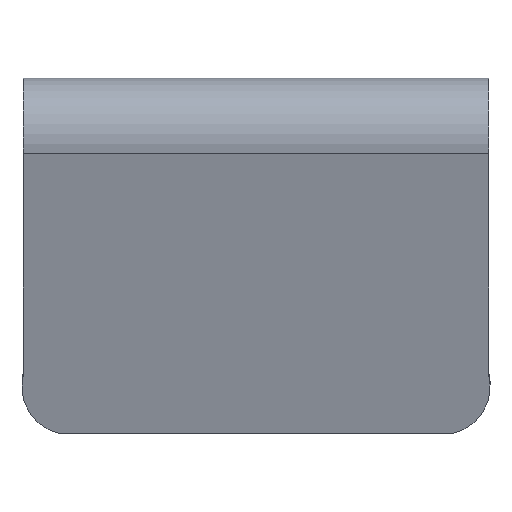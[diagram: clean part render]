
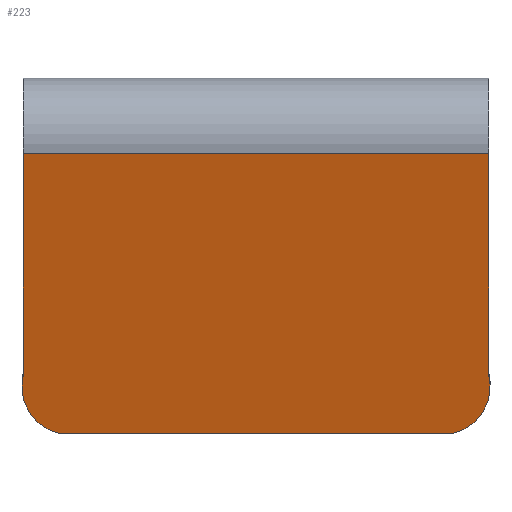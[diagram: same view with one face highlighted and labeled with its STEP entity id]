
A CAD part, top view. The second image highlights one B-rep face of the part: STEP entity #223.
In plain terms, the highlighted planar face has unit normal (0, -0.259, 0.966).
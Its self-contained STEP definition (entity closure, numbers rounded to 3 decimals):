
#5 = DIRECTION ( 'NONE',  ( 0., -0.966, -0.259 ) ) ;
#67 = DIRECTION ( 'NONE',  ( 0., -0.966, -0.259 ) ) ;
#112 = EDGE_CURVE ( 'NONE', #1445, #1068, #1293, .T. ) ;
#119 = CARTESIAN_POINT ( 'NONE',  ( -31.152, -42.434, 36.597 ) ) ;
#129 = VECTOR ( 'NONE', #624, 1000. ) ;
#164 = ORIENTED_EDGE ( 'NONE', *, *, #427, .F. ) ;
#212 = VERTEX_POINT ( 'NONE', #340 ) ;
#223 = ADVANCED_FACE ( 'NONE', ( #449 ), #1495, .T. ) ;
#228 = CARTESIAN_POINT ( 'NONE',  ( 0., -12.571, 44.599 ) ) ;
#276 = CARTESIAN_POINT ( 'NONE',  ( -24.688, -43.825, 36.224 ) ) ;
#299 = VECTOR ( 'NONE', #359, 1000. ) ;
#340 = CARTESIAN_POINT ( 'NONE',  ( -31.15, -12.571, 44.599 ) ) ;
#355 = LINE ( 'NONE', #228, #129 ) ;
#359 = DIRECTION ( 'NONE',  ( 0., 0.966, 0.259 ) ) ;
#427 = EDGE_CURVE ( 'NONE', #212, #828, #355, .T. ) ;
#449 = FACE_OUTER_BOUND ( 'NONE', #1410, .T. ) ;
#491 = DIRECTION ( 'NONE',  ( 0., -0.966, -0.259 ) ) ;
#503 = ORIENTED_EDGE ( 'NONE', *, *, #1571, .F. ) ;
#548 = VECTOR ( 'NONE', #667, 1000. ) ;
#565 = CARTESIAN_POINT ( 'NONE',  ( 31.15, -12.571, 44.599 ) ) ;
#595 = CARTESIAN_POINT ( 'NONE',  ( 31.152, -42.434, 36.597 ) ) ;
#619 = LINE ( 'NONE', #1146, #632 ) ;
#624 = DIRECTION ( 'NONE',  ( 1., 0., 0. ) ) ;
#630 = VECTOR ( 'NONE', #1496, 1000. ) ;
#632 = VECTOR ( 'NONE', #491, 1000. ) ;
#667 = DIRECTION ( 'NONE',  ( 0., 0.966, 0.259 ) ) ;
#681 = EDGE_CURVE ( 'NONE', #828, #1542, #742, .T. ) ;
#700 = ORIENTED_EDGE ( 'NONE', *, *, #112, .F. ) ;
#742 = LINE ( 'NONE', #1260, #1652 ) ;
#787 = EDGE_CURVE ( 'NONE', #1585, #1357, #1380, .T. ) ;
#814 = ORIENTED_EDGE ( 'NONE', *, *, #1593, .F. ) ;
#828 = VERTEX_POINT ( 'NONE', #565 ) ;
#852 = AXIS2_PLACEMENT_3D ( 'NONE', #1274, #1402, #1108 ) ;
#880 = EDGE_CURVE ( 'NONE', #1068, #1585, #1621, .T. ) ;
#921 = CARTESIAN_POINT ( 'NONE',  ( 31.15, -36.617, 38.156 ) ) ;
#953 = DIRECTION ( 'NONE',  ( 0., 0.259, -0.966 ) ) ;
#990 = CARTESIAN_POINT ( 'NONE',  ( -31.15, -36.617, 38.156 ) ) ;
#1032 = LINE ( 'NONE', #1301, #548 ) ;
#1060 = CARTESIAN_POINT ( 'NONE',  ( -26.139, -50.067, 34.552 ) ) ;
#1068 = VERTEX_POINT ( 'NONE', #1488 ) ;
#1108 = DIRECTION ( 'NONE',  ( -1., 0., 0. ) ) ;
#1146 = CARTESIAN_POINT ( 'NONE',  ( 31.15, -36.617, 38.156 ) ) ;
#1177 = ORIENTED_EDGE ( 'NONE', *, *, #880, .F. ) ;
#1200 = DIRECTION ( 'NONE',  ( 0., -0.966, -0.259 ) ) ;
#1231 = CARTESIAN_POINT ( 'NONE',  ( 26.139, -50.067, 34.552 ) ) ;
#1260 = CARTESIAN_POINT ( 'NONE',  ( 31.15, -4.05, 46.882 ) ) ;
#1274 = CARTESIAN_POINT ( 'NONE',  ( 0., -12.571, 44.599 ) ) ;
#1293 = CIRCLE ( 'NONE', #1456, 6.623 ) ;
#1301 = CARTESIAN_POINT ( 'NONE',  ( -31.15, -34.083, 38.835 ) ) ;
#1308 = ORIENTED_EDGE ( 'NONE', *, *, #681, .F. ) ;
#1309 = CARTESIAN_POINT ( 'NONE',  ( -31.15, -36.617, 38.156 ) ) ;
#1315 = CARTESIAN_POINT ( 'NONE',  ( 24.688, -43.825, 36.224 ) ) ;
#1336 = DIRECTION ( 'NONE',  ( 0., 0.259, -0.966 ) ) ;
#1357 = VERTEX_POINT ( 'NONE', #119 ) ;
#1380 = CIRCLE ( 'NONE', #1429, 6.623 ) ;
#1402 = DIRECTION ( 'NONE',  ( 0., -0.259, 0.966 ) ) ;
#1407 = VERTEX_POINT ( 'NONE', #990 ) ;
#1410 = EDGE_LOOP ( 'NONE', ( #814, #503, #1550, #1177, #700, #1614, #1308, #164 ) ) ;
#1429 = AXIS2_PLACEMENT_3D ( 'NONE', #276, #1336, #1200 ) ;
#1445 = VERTEX_POINT ( 'NONE', #595 ) ;
#1456 = AXIS2_PLACEMENT_3D ( 'NONE', #1315, #953, #5 ) ;
#1488 = CARTESIAN_POINT ( 'NONE',  ( 26.139, -50.067, 34.552 ) ) ;
#1495 = PLANE ( 'NONE',  #852 ) ;
#1496 = DIRECTION ( 'NONE',  ( -1., 0., 0. ) ) ;
#1527 = EDGE_CURVE ( 'NONE', #1542, #1445, #619, .T. ) ;
#1542 = VERTEX_POINT ( 'NONE', #921 ) ;
#1550 = ORIENTED_EDGE ( 'NONE', *, *, #787, .F. ) ;
#1552 = LINE ( 'NONE', #1309, #299 ) ;
#1571 = EDGE_CURVE ( 'NONE', #1357, #1407, #1552, .T. ) ;
#1585 = VERTEX_POINT ( 'NONE', #1060 ) ;
#1593 = EDGE_CURVE ( 'NONE', #1407, #212, #1032, .T. ) ;
#1614 = ORIENTED_EDGE ( 'NONE', *, *, #1527, .F. ) ;
#1621 = LINE ( 'NONE', #1231, #630 ) ;
#1652 = VECTOR ( 'NONE', #67, 1000. ) ;
